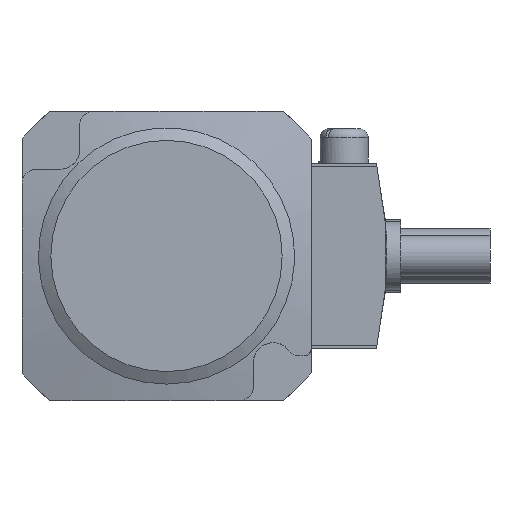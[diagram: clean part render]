
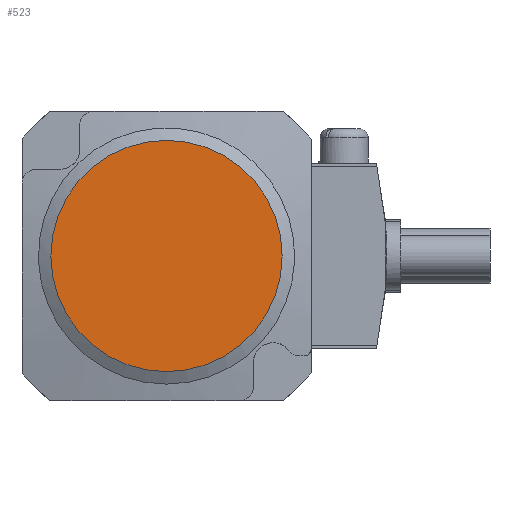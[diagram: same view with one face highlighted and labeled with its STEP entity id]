
A CAD part, left-side view. The second image highlights one B-rep face of the part: STEP entity #523.
In plain terms, the highlighted planar face has unit normal (-1, 0, 0).
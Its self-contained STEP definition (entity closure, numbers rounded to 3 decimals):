
#523 = ADVANCED_FACE( '', ( #1096 ), #1097, .F. );
#1096 = FACE_OUTER_BOUND( '', #1673, .T. );
#1097 = PLANE( '', #1674 );
#1673 = EDGE_LOOP( '', ( #3163 ) );
#1674 = AXIS2_PLACEMENT_3D( '', #3164, #3165, #3166 );
#3163 = ORIENTED_EDGE( '', *, *, #3772, .F. );
#3164 = CARTESIAN_POINT( '', ( -70., 0., 0. ) );
#3165 = DIRECTION( '', ( 1., 0., 0. ) );
#3166 = DIRECTION( '', ( 0., 0., -1. ) );
#3772 = EDGE_CURVE( '', #4654, #4654, #4655, .T. );
#4654 = VERTEX_POINT( '', #6023 );
#4655 = CIRCLE( '', #6024, 16.8 );
#6023 = CARTESIAN_POINT( '', ( -70., 0., -16.8 ) );
#6024 = AXIS2_PLACEMENT_3D( '', #6905, #6906, #6907 );
#6905 = CARTESIAN_POINT( '', ( -70., 0., 0. ) );
#6906 = DIRECTION( '', ( 1., 0., 0. ) );
#6907 = DIRECTION( '', ( 0., 0., -1. ) );
